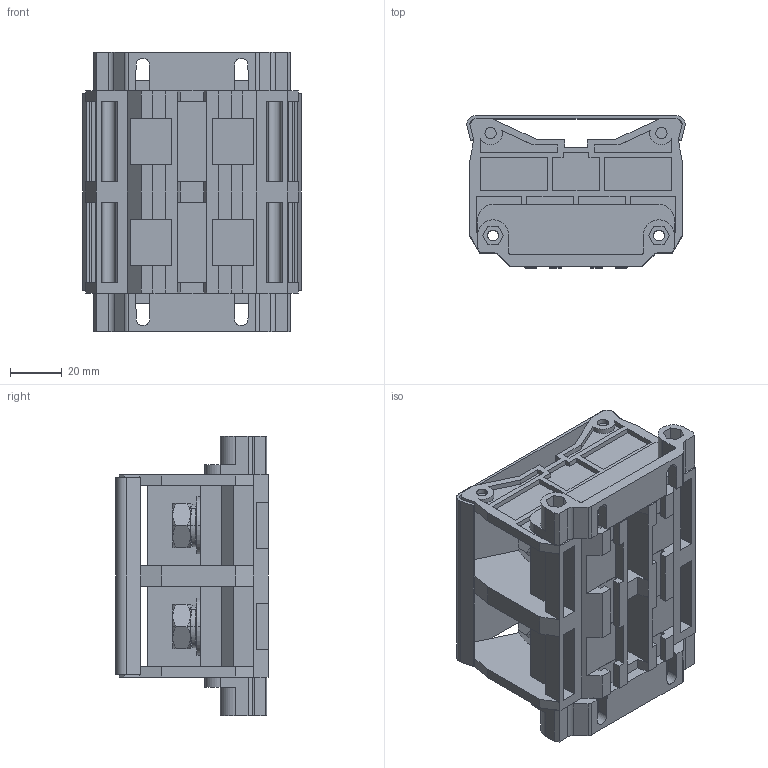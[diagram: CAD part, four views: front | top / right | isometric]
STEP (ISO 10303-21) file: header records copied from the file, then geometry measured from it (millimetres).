
FILE_DESCRIPTION((''),'2;1');
FILE_NAME('111111','2022-11-21T',('Administrator'),(''),'PRO/ENGINEER BY PARAMETRIC TECHNOLOGY CORPORATION, 2013230','PRO/ENGINEER BY PARAMETRIC TECHNOLOGY CORPORATION, 2013230','');
FILE_SCHEMA(('CONFIG_CONTROL_DESIGN'));
Length unit declared in the file: millimetre
Products named in the file (1): 111111
Bounding box: 84.26 x 58.7 x 108 mm (x, y, z)
Volume: 162518.2 mm3; surface area: 85464.8 mm2
Topology: 5 solids, 15 shells, 963 faces, 2454 edges, 1544 vertices
Faces by surface type: plane 586, bspline 176, cylinder 147, torus 30, cone 24
Entity records: 39505 total; most frequent: CARTESIAN_POINT 14608, ORIENTED_EDGE 4892, DIRECTION 4024, EDGE_CURVE 2446, VECTOR 1740, LINE 1740, VERTEX_POINT 1544, AXIS2_PLACEMENT_3D 1142
